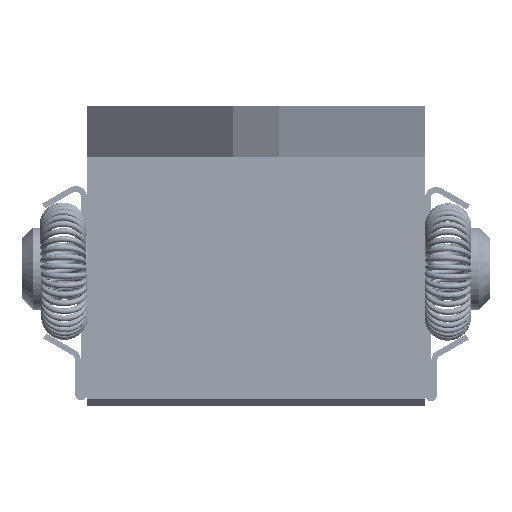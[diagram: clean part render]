
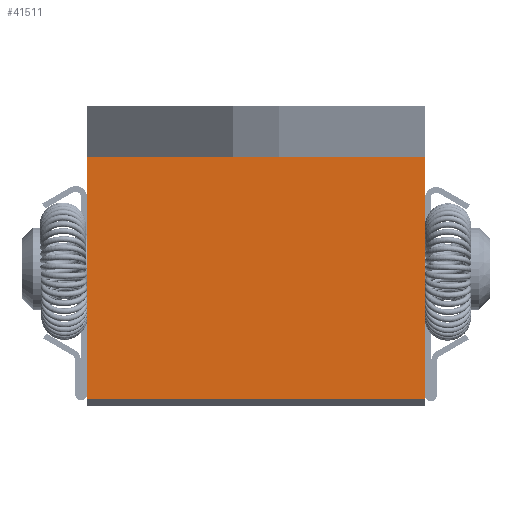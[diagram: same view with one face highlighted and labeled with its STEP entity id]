
A CAD part, left-side view. The second image highlights one B-rep face of the part: STEP entity #41511.
In plain terms, the highlighted face is planar.
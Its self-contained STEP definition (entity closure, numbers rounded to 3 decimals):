
#39812=CARTESIAN_POINT('',(29.6,0.0,0.0));
#39813=VERTEX_POINT('',#39812);
#39820=CARTESIAN_POINT('',(29.6,21.2,0.0));
#39821=VERTEX_POINT('',#39820);
#39822=CARTESIAN_POINT('',(29.6,0.0,0.0));
#39823=DIRECTION('',(0.0,1.0,0.0));
#39824=VECTOR('',#39823,21.2);
#39825=LINE('',#39822,#39824);
#39826=EDGE_CURVE('',#39813,#39821,#39825,.T.);
#39896=CARTESIAN_POINT('',(0.0,0.0,0.0));
#39897=VERTEX_POINT('',#39896);
#39904=CARTESIAN_POINT('',(0.0,0.0,0.0));
#39905=DIRECTION('',(1.0,0.0,0.0));
#39906=VECTOR('',#39905,29.6);
#39907=LINE('',#39904,#39906);
#39908=EDGE_CURVE('',#39897,#39813,#39907,.T.);
#39936=CARTESIAN_POINT('',(0.0,21.2,0.0));
#39937=VERTEX_POINT('',#39936);
#39944=CARTESIAN_POINT('',(0.0,21.2,0.0));
#39945=DIRECTION('',(0.0,-1.0,0.0));
#39946=VECTOR('',#39945,21.2);
#39947=LINE('',#39944,#39946);
#39948=EDGE_CURVE('',#39937,#39897,#39947,.T.);
#40068=CARTESIAN_POINT('',(29.6,21.2,0.0));
#40069=DIRECTION('',(-1.0,0.0,0.0));
#40070=VECTOR('',#40069,29.6);
#40071=LINE('',#40068,#40070);
#40072=EDGE_CURVE('',#39821,#39937,#40071,.T.);
#41500=CARTESIAN_POINT('',(14.8,11.1,0.0));
#41501=DIRECTION('',(0.0,0.0,1.0));
#41502=DIRECTION('',(1.0,0.0,0.0));
#41503=AXIS2_PLACEMENT_3D('',#41500,#41501,#41502);
#41504=PLANE('',#41503);
#41505=ORIENTED_EDGE('',*,*,#40072,.F.);
#41506=ORIENTED_EDGE('',*,*,#39826,.F.);
#41507=ORIENTED_EDGE('',*,*,#39908,.F.);
#41508=ORIENTED_EDGE('',*,*,#39948,.F.);
#41509=EDGE_LOOP('',(#41505,#41506,#41507,#41508));
#41510=FACE_OUTER_BOUND('',#41509,.T.);
#41511=ADVANCED_FACE('',(#41510),#41504,.F.);
